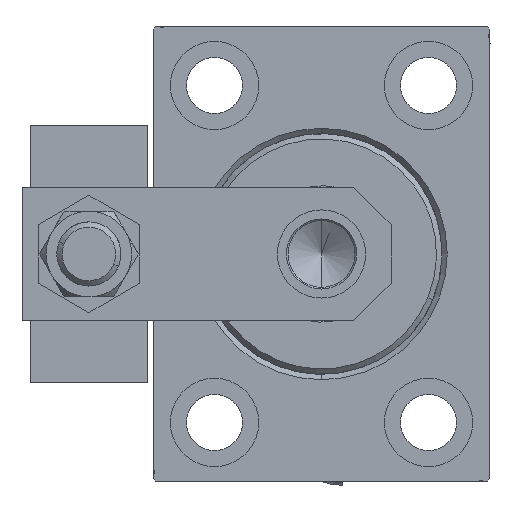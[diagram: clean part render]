
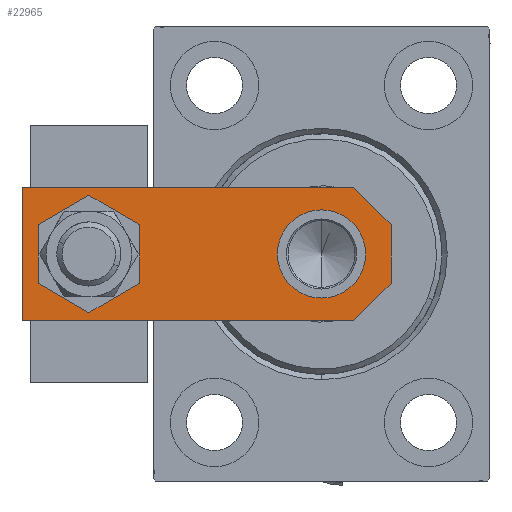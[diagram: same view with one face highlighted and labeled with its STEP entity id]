
A CAD part, left-side view. The second image highlights one B-rep face of the part: STEP entity #22965.
In plain terms, the highlighted face is planar.
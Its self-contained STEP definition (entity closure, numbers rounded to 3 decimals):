
#76 = AXIS2_PLACEMENT_3D ( 'NONE', #46164, #37895, #18824 ) ;
#454 = CARTESIAN_POINT ( 'NONE',  ( 0., 13., 8. ) ) ;
#5596 = CARTESIAN_POINT ( 'NONE',  ( -12.5, 0., 8. ) ) ;
#6023 = EDGE_CURVE ( 'NONE', #24558, #29997, #42138, .T. ) ;
#6095 = VERTEX_POINT ( 'NONE', #8245 ) ;
#7285 = FACE_BOUND ( 'NONE', #35312, .T. ) ;
#7388 = EDGE_LOOP ( 'NONE', ( #44679, #21273 ) ) ;
#7485 = CARTESIAN_POINT ( 'NONE',  ( 12.5, 69., 8. ) ) ;
#7527 = PLANE ( 'NONE',  #76 ) ;
#7537 = CARTESIAN_POINT ( 'NONE',  ( 7., 56.5, 8. ) ) ;
#7557 = EDGE_CURVE ( 'NONE', #29997, #31350, #43746, .T. ) ;
#8245 = CARTESIAN_POINT ( 'NONE',  ( 12.5, 69., 8. ) ) ;
#8264 = VECTOR ( 'NONE', #11409, 1000. ) ;
#8728 = CARTESIAN_POINT ( 'NONE',  ( 12.5, 0., 8. ) ) ;
#9460 = DIRECTION ( 'NONE',  ( 1., 0., 0. ) ) ;
#9991 = LINE ( 'NONE', #25545, #12840 ) ;
#11409 = DIRECTION ( 'NONE',  ( 0., -1., 0. ) ) ;
#11505 = EDGE_CURVE ( 'NONE', #6095, #35805, #34332, .T. ) ;
#12035 = CARTESIAN_POINT ( 'NONE',  ( -7., 56.5, 8. ) ) ;
#12272 = EDGE_CURVE ( 'NONE', #12452, #35304, #22948, .T. ) ;
#12452 = VERTEX_POINT ( 'NONE', #41385 ) ;
#12555 = DIRECTION ( 'NONE',  ( 0., 0., 1. ) ) ;
#12840 = VECTOR ( 'NONE', #25047, 1000. ) ;
#13733 = CARTESIAN_POINT ( 'NONE',  ( 0., 56.5, 8. ) ) ;
#14436 = CIRCLE ( 'NONE', #32876, 7. ) ;
#14559 = EDGE_CURVE ( 'NONE', #22093, #21060, #23814, .T. ) ;
#15522 = DIRECTION ( 'NONE',  ( -1., 0., 0. ) ) ;
#15774 = DIRECTION ( 'NONE',  ( 0., 1., 0. ) ) ;
#16299 = ORIENTED_EDGE ( 'NONE', *, *, #39544, .F. ) ;
#16422 = ORIENTED_EDGE ( 'NONE', *, *, #14559, .F. ) ;
#16792 = VERTEX_POINT ( 'NONE', #40561 ) ;
#18824 = DIRECTION ( 'NONE',  ( 1., 0., 0. ) ) ;
#18834 = VECTOR ( 'NONE', #37195, 1000. ) ;
#19543 = DIRECTION ( 'NONE',  ( 1., 0., 0. ) ) ;
#19553 = CARTESIAN_POINT ( 'NONE',  ( -2.75, -2.75, 8. ) ) ;
#19811 = ORIENTED_EDGE ( 'NONE', *, *, #11505, .T. ) ;
#20104 = DIRECTION ( 'NONE',  ( 1., 0., 0. ) ) ;
#20637 = AXIS2_PLACEMENT_3D ( 'NONE', #13733, #28537, #9460 ) ;
#21060 = VERTEX_POINT ( 'NONE', #7537 ) ;
#21273 = ORIENTED_EDGE ( 'NONE', *, *, #12272, .F. ) ;
#21926 = VECTOR ( 'NONE', #15774, 1000. ) ;
#22093 = VERTEX_POINT ( 'NONE', #12035 ) ;
#22341 = ORIENTED_EDGE ( 'NONE', *, *, #7557, .T. ) ;
#22601 = FACE_OUTER_BOUND ( 'NONE', #32513, .T. ) ;
#22703 = CARTESIAN_POINT ( 'NONE',  ( -12.5, 69., 8. ) ) ;
#22948 = CIRCLE ( 'NONE', #47799, 8.25 ) ;
#22951 = CARTESIAN_POINT ( 'NONE',  ( -5.5, 0., 8. ) ) ;
#22965 = ADVANCED_FACE ( 'NONE', ( #7285, #22601, #30862 ), #7527, .T. ) ;
#23814 = CIRCLE ( 'NONE', #20637, 7. ) ;
#23935 = AXIS2_PLACEMENT_3D ( 'NONE', #454, #30583, #19543 ) ;
#24558 = VERTEX_POINT ( 'NONE', #43585 ) ;
#25047 = DIRECTION ( 'NONE',  ( 0.707, 0.707, 0. ) ) ;
#25545 = CARTESIAN_POINT ( 'NONE',  ( 2.75, -2.75, 8. ) ) ;
#25782 = EDGE_CURVE ( 'NONE', #31350, #16792, #9991, .T. ) ;
#27441 = CARTESIAN_POINT ( 'NONE',  ( -8.25, 13., 8. ) ) ;
#28385 = ORIENTED_EDGE ( 'NONE', *, *, #47628, .T. ) ;
#28537 = DIRECTION ( 'NONE',  ( 0., 0., 1. ) ) ;
#29886 = EDGE_CURVE ( 'NONE', #35805, #24558, #31213, .T. ) ;
#29997 = VERTEX_POINT ( 'NONE', #22951 ) ;
#30583 = DIRECTION ( 'NONE',  ( 0., 0., 1. ) ) ;
#30862 = FACE_BOUND ( 'NONE', #7388, .T. ) ;
#31213 = LINE ( 'NONE', #22703, #8264 ) ;
#31350 = VERTEX_POINT ( 'NONE', #49656 ) ;
#31466 = DIRECTION ( 'NONE',  ( 1., 0., 0. ) ) ;
#32138 = EDGE_CURVE ( 'NONE', #35304, #12452, #35149, .T. ) ;
#32513 = EDGE_LOOP ( 'NONE', ( #43758, #35581, #22341, #40953, #28385, #19811 ) ) ;
#32876 = AXIS2_PLACEMENT_3D ( 'NONE', #34064, #49381, #46341 ) ;
#34064 = CARTESIAN_POINT ( 'NONE',  ( 0., 56.5, 8. ) ) ;
#34332 = LINE ( 'NONE', #7485, #39068 ) ;
#35149 = CIRCLE ( 'NONE', #23935, 8.25 ) ;
#35304 = VERTEX_POINT ( 'NONE', #27441 ) ;
#35312 = EDGE_LOOP ( 'NONE', ( #16422, #16299 ) ) ;
#35581 = ORIENTED_EDGE ( 'NONE', *, *, #6023, .T. ) ;
#35805 = VERTEX_POINT ( 'NONE', #48367 ) ;
#35886 = CARTESIAN_POINT ( 'NONE',  ( 0., 13., 8. ) ) ;
#36498 = LINE ( 'NONE', #8728, #21926 ) ;
#37195 = DIRECTION ( 'NONE',  ( 0.707, -0.707, 0. ) ) ;
#37895 = DIRECTION ( 'NONE',  ( 0., 0., 1. ) ) ;
#38137 = VECTOR ( 'NONE', #31466, 1000. ) ;
#39068 = VECTOR ( 'NONE', #15522, 1000. ) ;
#39544 = EDGE_CURVE ( 'NONE', #21060, #22093, #14436, .T. ) ;
#40561 = CARTESIAN_POINT ( 'NONE',  ( 12.5, 7., 8. ) ) ;
#40953 = ORIENTED_EDGE ( 'NONE', *, *, #25782, .T. ) ;
#41385 = CARTESIAN_POINT ( 'NONE',  ( 8.25, 13., 8. ) ) ;
#42138 = LINE ( 'NONE', #19553, #18834 ) ;
#43585 = CARTESIAN_POINT ( 'NONE',  ( -12.5, 7., 8. ) ) ;
#43746 = LINE ( 'NONE', #5596, #38137 ) ;
#43758 = ORIENTED_EDGE ( 'NONE', *, *, #29886, .T. ) ;
#44679 = ORIENTED_EDGE ( 'NONE', *, *, #32138, .F. ) ;
#46164 = CARTESIAN_POINT ( 'NONE',  ( 0., 0., 8. ) ) ;
#46341 = DIRECTION ( 'NONE',  ( 1., 0., 0. ) ) ;
#47628 = EDGE_CURVE ( 'NONE', #16792, #6095, #36498, .T. ) ;
#47799 = AXIS2_PLACEMENT_3D ( 'NONE', #35886, #12555, #20104 ) ;
#48367 = CARTESIAN_POINT ( 'NONE',  ( -12.5, 69., 8. ) ) ;
#49381 = DIRECTION ( 'NONE',  ( 0., 0., 1. ) ) ;
#49656 = CARTESIAN_POINT ( 'NONE',  ( 5.5, 0., 8. ) ) ;
